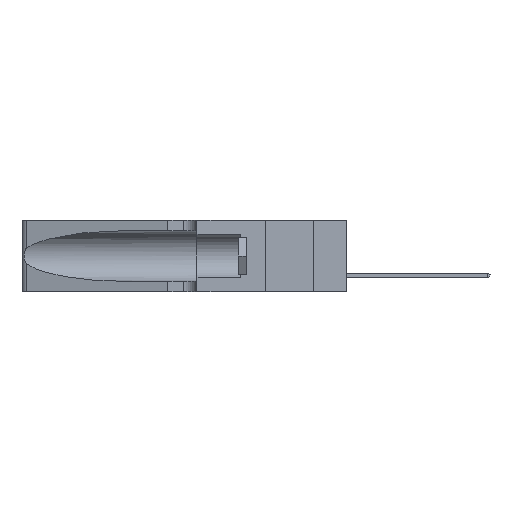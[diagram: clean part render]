
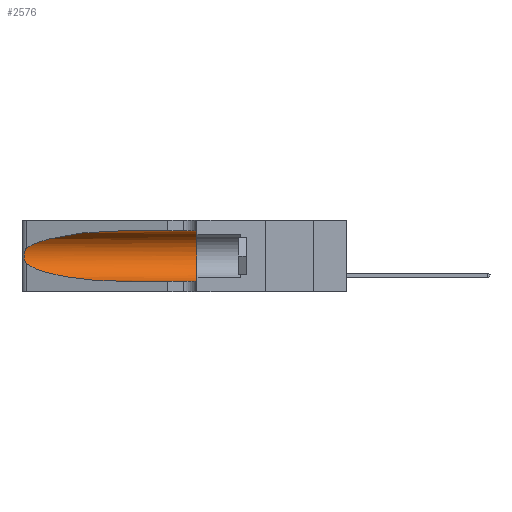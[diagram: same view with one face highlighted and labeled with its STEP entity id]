
A CAD part, left-side view. The second image highlights one B-rep face of the part: STEP entity #2576.
In plain terms, the highlighted cylindrical face has radius 3.308 mm (diameter 6.617 mm), a partial arc.
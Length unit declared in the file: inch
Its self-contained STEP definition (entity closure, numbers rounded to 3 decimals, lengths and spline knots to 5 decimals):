
#78 = ORIENTED_EDGE ( 'NONE', *, *, #20427, .F. ) ;
#276 = CARTESIAN_POINT ( 'NONE',  ( 0.18966, 0.96281, 0.05475 ) ) ;
#716 = VERTEX_POINT ( 'NONE', #4207 ) ;
#841 = CARTESIAN_POINT ( 'NONE',  ( 0.18966, 0.96281, 0.31525 ) ) ;
#1094 = VERTEX_POINT ( 'NONE', #1654 ) ;
#1252 = ORIENTED_EDGE ( 'NONE', *, *, #10144, .T. ) ;
#1449 = VERTEX_POINT ( 'NONE', #10100 ) ;
#1567 = LINE ( 'NONE', #26682, #26999 ) ;
#1654 = CARTESIAN_POINT ( 'NONE',  ( 0.1305, 0.35, 0.31525 ) ) ;
#1676 = DIRECTION ( 'NONE',  ( 0., 0., -1. ) ) ;
#1839 = CARTESIAN_POINT ( 'NONE',  ( 0.1305, 0.35, 0.185 ) ) ;
#2576 = ADVANCED_FACE ( 'NONE', ( #15357 ), #22058, .F. ) ;
#3223 = ORIENTED_EDGE ( 'NONE', *, *, #7639, .F. ) ;
#3650 = DIRECTION ( 'NONE',  ( 0., -1., 0. ) ) ;
#4027 = CARTESIAN_POINT ( 'NONE',  ( 0.26075, 1.23896, 0.19203 ) ) ;
#4207 = CARTESIAN_POINT ( 'NONE',  ( 0.25487, 1.22718, 0.22369 ) ) ;
#4418 = CARTESIAN_POINT ( 'NONE',  ( 0.25487, 1.22718, 0.14631 ) ) ;
#4709 = EDGE_CURVE ( 'NONE', #1449, #15532, #15192, .T. ) ;
#4829 = VECTOR ( 'NONE', #21029, 39.37008 ) ;
#5027 = VERTEX_POINT ( 'NONE', #8221 ) ;
#6191 = CARTESIAN_POINT ( 'NONE',  ( 0.25555, 1.22993, 0.14849 ) ) ;
#7639 = EDGE_CURVE ( 'NONE', #5027, #1094, #1567, .T. ) ;
#8045 = CARTESIAN_POINT ( 'NONE',  ( 0.25789, 1.23486, 0.15765 ) ) ;
#8135 = CARTESIAN_POINT ( 'NONE',  ( 0.25787, 1.23484, 0.2124 ) ) ;
#8221 = CARTESIAN_POINT ( 'NONE',  ( 0.1305, 0.72297, 0.31525 ) ) ;
#8413 = AXIS2_PLACEMENT_3D ( 'NONE', #24865, #3650, #1676 ) ;
#9649 = EDGE_CURVE ( 'NONE', #19826, #1449, #27349, .T. ) ;
#10100 = CARTESIAN_POINT ( 'NONE',  ( 0.1305, 0.72297, 0.05475 ) ) ;
#10144 = EDGE_CURVE ( 'NONE', #5027, #716, #11216, .T. ) ;
#10347 = DIRECTION ( 'NONE',  ( 0., 1., 0. ) ) ;
#10362 = ORIENTED_EDGE ( 'NONE', *, *, #16928, .T. ) ;
#11216 =( BOUNDED_CURVE ( )  B_SPLINE_CURVE ( 3, ( #14020, #841, #17953, #20403 ),
 .UNSPECIFIED., .F., .F. ) 
 B_SPLINE_CURVE_WITH_KNOTS ( ( 4, 4 ),
 ( 1.5708, 2.84003 ),
 .UNSPECIFIED. ) 
 CURVE ( )  GEOMETRIC_REPRESENTATION_ITEM ( )  RATIONAL_B_SPLINE_CURVE ( ( 1., 0.87, 0.87, 1. ) ) 
 REPRESENTATION_ITEM ( '' )  );
#12356 = CARTESIAN_POINT ( 'NONE',  ( 0.25856, 1.23593, 0.16098 ) ) ;
#12955 = AXIS2_PLACEMENT_3D ( 'NONE', #1839, #10347, #25305 ) ;
#13099 = CARTESIAN_POINT ( 'NONE',  ( 0.1305, 0.72297, 0.05475 ) ) ;
#14020 = CARTESIAN_POINT ( 'NONE',  ( 0.1305, 0.72297, 0.31525 ) ) ;
#14417 = CARTESIAN_POINT ( 'NONE',  ( 0.25487, 1.22718, 0.14631 ) ) ;
#14549 = CARTESIAN_POINT ( 'NONE',  ( 0.1305, 0.35, 0.05475 ) ) ;
#14603 = CARTESIAN_POINT ( 'NONE',  ( 0.26017, 1.23833, 0.17102 ) ) ;
#15192 = LINE ( 'NONE', #18861, #4829 ) ;
#15357 = FACE_OUTER_BOUND ( 'NONE', #18301, .T. ) ;
#15532 = VERTEX_POINT ( 'NONE', #14549 ) ;
#16743 = CARTESIAN_POINT ( 'NONE',  ( 0.26018, 1.23835, 0.19895 ) ) ;
#16928 = EDGE_CURVE ( 'NONE', #716, #19826, #24932, .T. ) ;
#17953 = CARTESIAN_POINT ( 'NONE',  ( 0.2373, 1.15595, 0.28018 ) ) ;
#18301 = EDGE_LOOP ( 'NONE', ( #1252, #10362, #23057, #21217, #78, #3223 ) ) ;
#18625 = CARTESIAN_POINT ( 'NONE',  ( 0.26075, 1.23896, 0.178 ) ) ;
#18800 = CARTESIAN_POINT ( 'NONE',  ( 0.25854, 1.2359, 0.20912 ) ) ;
#18861 = CARTESIAN_POINT ( 'NONE',  ( 0.1305, 1.61858, 0.05475 ) ) ;
#19826 = VERTEX_POINT ( 'NONE', #21151 ) ;
#20337 = DIRECTION ( 'NONE',  ( 0., -1., 0. ) ) ;
#20403 = CARTESIAN_POINT ( 'NONE',  ( 0.25487, 1.22718, 0.22369 ) ) ;
#20427 = EDGE_CURVE ( 'NONE', #1094, #15532, #24594, .T. ) ;
#20883 = CARTESIAN_POINT ( 'NONE',  ( 0.25555, 1.22994, 0.2215 ) ) ;
#21029 = DIRECTION ( 'NONE',  ( 0., -1., 0. ) ) ;
#21059 = CARTESIAN_POINT ( 'NONE',  ( 0.25487, 1.22718, 0.22369 ) ) ;
#21151 = CARTESIAN_POINT ( 'NONE',  ( 0.25487, 1.22718, 0.14631 ) ) ;
#21217 = ORIENTED_EDGE ( 'NONE', *, *, #4709, .T. ) ;
#21543 = CARTESIAN_POINT ( 'NONE',  ( 0.2373, 1.15595, 0.08982 ) ) ;
#22058 = CYLINDRICAL_SURFACE ( 'NONE', #8413, 0.13025 ) ;
#23057 = ORIENTED_EDGE ( 'NONE', *, *, #9649, .T. ) ;
#24594 = CIRCLE ( 'NONE', #12955, 0.13025 ) ;
#24865 = CARTESIAN_POINT ( 'NONE',  ( 0.1305, 1.61858, 0.185 ) ) ;
#24932 = B_SPLINE_CURVE_WITH_KNOTS ( 'NONE', 3,
 ( #21059, #20883, #27322, #8135, #18800, #16743, #4027, #18625, #14603, #12356, #8045, #27228, #6191, #14417 ),
 .UNSPECIFIED., .F., .F.,
 ( 4, 2, 2, 2, 2, 2, 4 ),
 ( 0., 0.00027, 0.00053, 0.00107, 0.0016, 0.00187, 0.00214 ),
 .UNSPECIFIED. ) ;
#25305 = DIRECTION ( 'NONE',  ( 0., 0., 1. ) ) ;
#26682 = CARTESIAN_POINT ( 'NONE',  ( 0.1305, 1.61858, 0.31525 ) ) ;
#26999 = VECTOR ( 'NONE', #20337, 39.37008 ) ;
#27228 = CARTESIAN_POINT ( 'NONE',  ( 0.25639, 1.23186, 0.15144 ) ) ;
#27322 = CARTESIAN_POINT ( 'NONE',  ( 0.25639, 1.23184, 0.21858 ) ) ;
#27349 =( BOUNDED_CURVE ( )  B_SPLINE_CURVE ( 3, ( #4418, #21543, #276, #13099 ),
 .UNSPECIFIED., .F., .F. ) 
 B_SPLINE_CURVE_WITH_KNOTS ( ( 4, 4 ),
 ( 3.44316, 4.71239 ),
 .UNSPECIFIED. ) 
 CURVE ( )  GEOMETRIC_REPRESENTATION_ITEM ( )  RATIONAL_B_SPLINE_CURVE ( ( 1., 0.87, 0.87, 1. ) ) 
 REPRESENTATION_ITEM ( '' )  );
